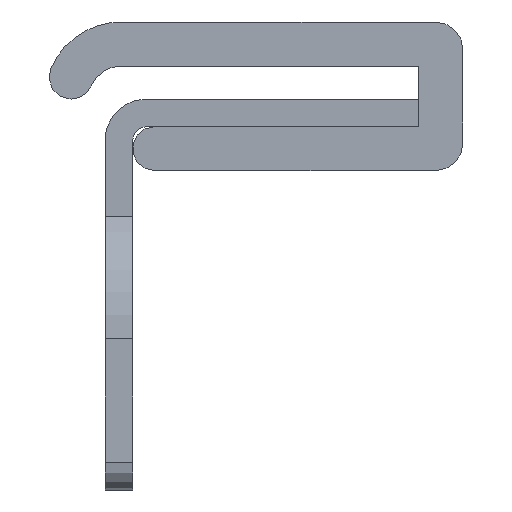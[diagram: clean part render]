
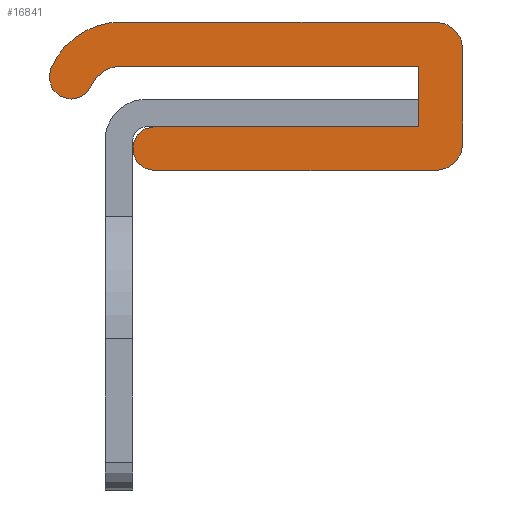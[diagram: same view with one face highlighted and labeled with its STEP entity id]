
A CAD part, left-side view. The second image highlights one B-rep face of the part: STEP entity #16841.
In plain terms, the highlighted planar face has unit normal (-1, 0, 0).
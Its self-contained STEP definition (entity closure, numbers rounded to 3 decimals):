
#14=CARTESIAN_POINT('',(-500.,4.883,-0.1));
#15=DIRECTION('',(-1.,0.,0.));
#16=DIRECTION('',(0.,0.,1.));
#17=AXIS2_PLACEMENT_3D('',#14,#15,#16);
#19=CARTESIAN_POINT('',(-500.,6.717,0.7));
#20=DIRECTION('',(1.,0.,0.));
#21=DIRECTION('',(0.,-0.917,-0.4));
#22=AXIS2_PLACEMENT_3D('',#19,#20,#21);
#24=CARTESIAN_POINT('',(-500.,6.717,0.7));
#25=DIRECTION('',(1.,0.,0.));
#26=DIRECTION('',(0.,0.,-1.));
#27=AXIS2_PLACEMENT_3D('',#24,#25,#26);
#29=CARTESIAN_POINT('',(-500.,4.883,-0.1));
#30=DIRECTION('',(1.,0.,0.));
#31=DIRECTION('',(0.,0.917,0.4));
#32=AXIS2_PLACEMENT_3D('',#29,#30,#31);
#34=CARTESIAN_POINT('',(-500.,-6.517,1.7));
#35=DIRECTION('',(1.,0.,0.));
#36=DIRECTION('',(0.,0.,1.));
#37=AXIS2_PLACEMENT_3D('',#34,#35,#36);
#39=CARTESIAN_POINT('',(-500.,-6.517,-1.7));
#40=DIRECTION('',(1.,0.,0.));
#41=DIRECTION('',(0.,-1.,0.));
#42=AXIS2_PLACEMENT_3D('',#39,#40,#41);
#44=CARTESIAN_POINT('',(-500.,3.683,-1.9));
#45=DIRECTION('',(1.,0.,0.));
#46=DIRECTION('',(0.,0.,-1.));
#47=AXIS2_PLACEMENT_3D('',#44,#45,#46);
#49=DIRECTION('',(0.,-1.,0.));
#50=VECTOR('',#49,10.8);
#51=CARTESIAN_POINT('',(-500.,4.883,1.1));
#52=LINE('',#51,#50);
#73=DIRECTION('',(0.,0.,-1.));
#74=VECTOR('',#73,2.2);
#75=CARTESIAN_POINT('',(-500.,-5.917,1.1));
#76=LINE('',#75,#74);
#103=DIRECTION('',(0.,1.,0.));
#104=VECTOR('',#103,9.6);
#105=CARTESIAN_POINT('',(-500.,-5.917,-1.1));
#106=LINE('',#105,#104);
#12753=DIRECTION('',(0.,-1.,0.));
#12754=VECTOR('',#12753,10.2);
#12755=CARTESIAN_POINT('',(-500.,3.683,-2.7));
#12756=LINE('',#12755,#12754);
#12765=DIRECTION('',(0.,0.,1.));
#12766=VECTOR('',#12765,3.4);
#12767=CARTESIAN_POINT('',(-500.,-7.517,-1.7));
#12768=LINE('',#12767,#12766);
#12777=DIRECTION('',(0.,1.,0.));
#12778=VECTOR('',#12777,11.4);
#12779=CARTESIAN_POINT('',(-500.,-6.517,2.7));
#12780=LINE('',#12779,#12778);
#12856=CARTESIAN_POINT('',(-500.,4.883,1.1));
#12857=CARTESIAN_POINT('',(-500.,5.983,0.38));
#12858=VERTEX_POINT('',#12856);
#12859=VERTEX_POINT('',#12857);
#12860=CARTESIAN_POINT('',(-500.,6.717,-0.1));
#12861=VERTEX_POINT('',#12860);
#12862=CARTESIAN_POINT('',(-500.,7.45,1.02));
#12863=VERTEX_POINT('',#12862);
#12864=CARTESIAN_POINT('',(-500.,4.883,2.7));
#12865=VERTEX_POINT('',#12864);
#12866=CARTESIAN_POINT('',(-500.,-6.517,2.7));
#12867=VERTEX_POINT('',#12866);
#12868=CARTESIAN_POINT('',(-500.,-7.517,1.7));
#12869=VERTEX_POINT('',#12868);
#12870=CARTESIAN_POINT('',(-500.,-7.517,-1.7));
#12871=VERTEX_POINT('',#12870);
#12872=CARTESIAN_POINT('',(-500.,-6.517,-2.7));
#12873=VERTEX_POINT('',#12872);
#12874=CARTESIAN_POINT('',(-500.,3.683,-2.7));
#12875=VERTEX_POINT('',#12874);
#12876=CARTESIAN_POINT('',(-500.,3.683,-1.1));
#12877=VERTEX_POINT('',#12876);
#12878=CARTESIAN_POINT('',(-500.,-5.917,-1.1));
#12879=VERTEX_POINT('',#12878);
#12880=CARTESIAN_POINT('',(-500.,-5.917,1.1));
#12881=VERTEX_POINT('',#12880);
#16808=CARTESIAN_POINT('',(-500.,0.,0.));
#16809=DIRECTION('',(1.,0.,0.));
#16810=DIRECTION('',(0.,0.,-1.));
#16811=AXIS2_PLACEMENT_3D('',#16808,#16809,#16810);
#16812=PLANE('',#16811);
#16814=ORIENTED_EDGE('',*,*,#16813,.T.);
#16816=ORIENTED_EDGE('',*,*,#16815,.T.);
#16818=ORIENTED_EDGE('',*,*,#16817,.T.);
#16820=ORIENTED_EDGE('',*,*,#16819,.T.);
#16822=ORIENTED_EDGE('',*,*,#16821,.F.);
#16824=ORIENTED_EDGE('',*,*,#16823,.T.);
#16826=ORIENTED_EDGE('',*,*,#16825,.F.);
#16828=ORIENTED_EDGE('',*,*,#16827,.T.);
#16830=ORIENTED_EDGE('',*,*,#16829,.F.);
#16832=ORIENTED_EDGE('',*,*,#16831,.T.);
#16834=ORIENTED_EDGE('',*,*,#16833,.F.);
#16836=ORIENTED_EDGE('',*,*,#16835,.F.);
#16838=ORIENTED_EDGE('',*,*,#16837,.F.);
#16839=EDGE_LOOP('',(#16814,#16816,#16818,#16820,#16822,#16824,#16826,#16828,
#16830,#16832,#16834,#16836,#16838));
#16840=FACE_OUTER_BOUND('',#16839,.F.);
#18=CIRCLE('',#17,1.2);
#23=CIRCLE('',#22,0.8);
#28=CIRCLE('',#27,0.8);
#33=CIRCLE('',#32,2.8);
#38=CIRCLE('',#37,1.);
#43=CIRCLE('',#42,1.);
#48=CIRCLE('',#47,0.8);
#16813=EDGE_CURVE('',#12858,#12859,#18,.T.);
#16815=EDGE_CURVE('',#12859,#12861,#23,.T.);
#16817=EDGE_CURVE('',#12861,#12863,#28,.T.);
#16819=EDGE_CURVE('',#12863,#12865,#33,.T.);
#16821=EDGE_CURVE('',#12867,#12865,#12780,.T.);
#16823=EDGE_CURVE('',#12867,#12869,#38,.T.);
#16825=EDGE_CURVE('',#12871,#12869,#12768,.T.);
#16827=EDGE_CURVE('',#12871,#12873,#43,.T.);
#16829=EDGE_CURVE('',#12875,#12873,#12756,.T.);
#16831=EDGE_CURVE('',#12875,#12877,#48,.T.);
#16833=EDGE_CURVE('',#12879,#12877,#106,.T.);
#16835=EDGE_CURVE('',#12881,#12879,#76,.T.);
#16837=EDGE_CURVE('',#12858,#12881,#52,.T.);
#16841=ADVANCED_FACE('',(#16840),#16812,.F.);
